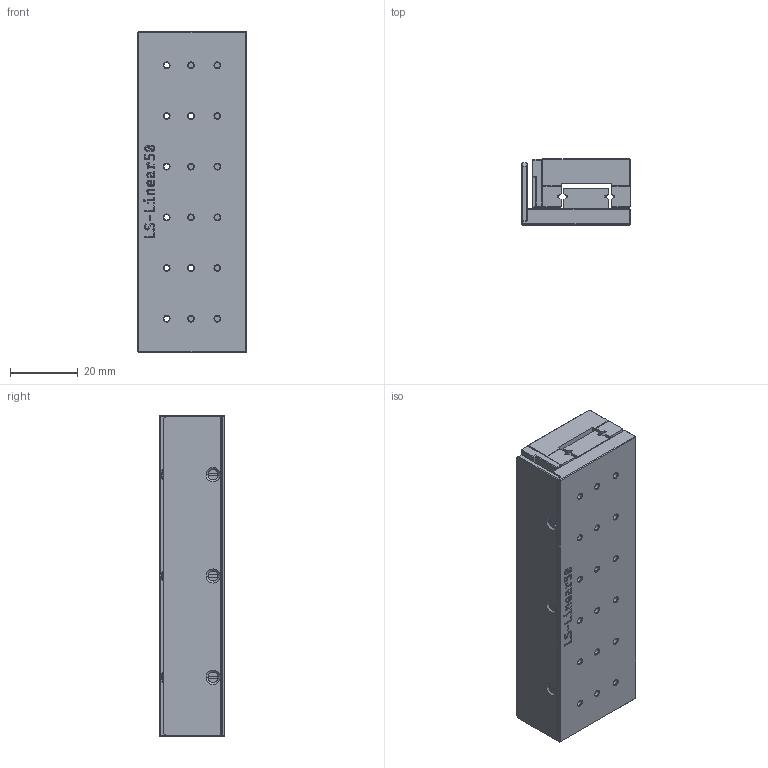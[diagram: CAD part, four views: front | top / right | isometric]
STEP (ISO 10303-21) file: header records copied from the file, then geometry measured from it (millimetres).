
FILE_DESCRIPTION (( 'STEP AP203' ), '1' );
FILE_NAME ('LS-Linear50 - Web.STEP', '2024-12-23T06:36:30', ( '' ), ( '' ), 'SwSTEP 2.0', 'SolidWorks 2020', '' );
FILE_SCHEMA (( 'CONFIG_CONTROL_DESIGN' ));
Length unit declared in the file: millimetre
Products named in the file (11): 葩璃 VR2-95^LS-Linear50 - Web; 葩璃 Top_1-95^LS-Linear50 - Web; LS-Linear50 - Web; 葩璃 萇郯釱-95^LS-Linear50 - Web; 葩璃 VR2-95_2^LS-Linear50 - Web; 葩璃 Base_1-95^LS-Linear50 - Web; 葩璃 m2-D3L3.5T0.6^LS-Linear50 - Web; 葩璃 Cover_2-95^LS-Linear50 - Web; 复件 不锈钢-扁头-内六角螺栓^LS-Linear50 - Web_M2*5-D4-T2; 葩璃 Cover_1_thin^LS-Linear50 - Web; 葩璃 萇芃裔-95^LS-Linear50 - Web
Assembly tree (19 placements, depth 2):
  LS-Linear50 - Web
    葩璃 VR2-95_2^LS-Linear50 - Web
    葩璃 VR2-95^LS-Linear50 - Web  x2
    葩璃 Base_1-95^LS-Linear50 - Web
    葩璃 Cover_1_thin^LS-Linear50 - Web
    葩璃 Cover_2-95^LS-Linear50 - Web
    葩璃 萇郯釱-95^LS-Linear50 - Web
    葩璃 Top_1-95^LS-Linear50 - Web
    葩璃 萇芃裔-95^LS-Linear50 - Web
    葩璃 m2-D3L3.5T0.6^LS-Linear50 - Web  x7
    复件 不锈钢-扁头-内六角螺栓^LS-Linear50 - Web_M2*5-D4-T2  x3
Bounding box: 32 x 19.5 x 95 mm (x, y, z)
Volume: 48381.3 mm3; surface area: 34709.8 mm2
Topology: 19 solids, 19 shells, 1053 faces, 2565 edges, 1576 vertices
Faces by surface type: plane 487, cylinder 270, cone 216, bspline 68, torus 12
Entity records: 30945 total; most frequent: CARTESIAN_POINT 9215, ORIENTED_EDGE 4182, DIRECTION 4170, EDGE_CURVE 2091, AXIS2_PLACEMENT_3D 1422, LINE 1326, VECTOR 1326, VERTEX_POINT 1284
